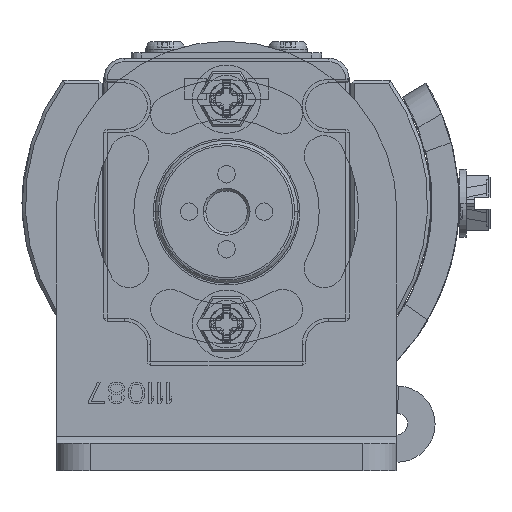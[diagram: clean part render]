
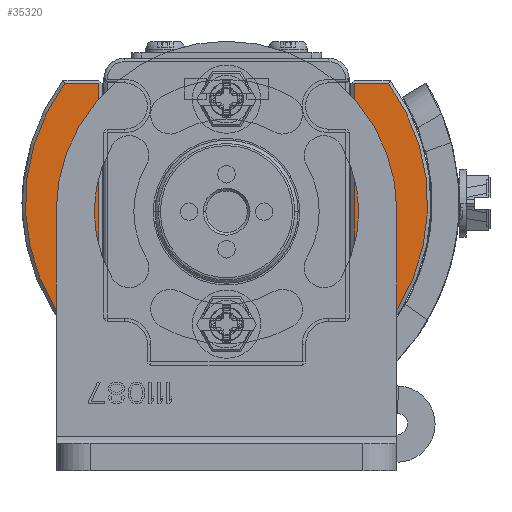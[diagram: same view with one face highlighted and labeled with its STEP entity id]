
A CAD part, front view. The second image highlights one B-rep face of the part: STEP entity #35320.
In plain terms, the highlighted face is planar.
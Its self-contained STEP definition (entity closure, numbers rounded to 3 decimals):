
#34305=DIRECTION('',(1.,0.,0.));
#34306=VECTOR('',#34305,37.);
#34307=CARTESIAN_POINT('',(-19.5,-18.75,-10.));
#34308=LINE('',#34307,#34306);
#34325=DIRECTION('',(0.,-1.,0.));
#34326=VECTOR('',#34325,4.999);
#34327=CARTESIAN_POINT('',(17.5,-18.75,-10.));
#34328=LINE('',#34327,#34326);
#34343=CARTESIAN_POINT('',(0.,0.,-10.));
#34344=DIRECTION('',(0.,0.,-1.));
#34345=DIRECTION('',(0.593,-0.805,0.));
#34346=AXIS2_PLACEMENT_3D('',#34343,#34344,#34345);
#34966=CARTESIAN_POINT('',(-19.5,15.25,-10.));
#34967=DIRECTION('',(0.,0.,1.));
#34968=DIRECTION('',(0.,1.,0.));
#34969=AXIS2_PLACEMENT_3D('',#34966,#34967,#34968);
#34971=DIRECTION('',(-1.,0.,0.));
#34972=VECTOR('',#34971,37.);
#34973=CARTESIAN_POINT('',(17.5,18.75,-10.));
#34974=LINE('',#34973,#34972);
#34987=DIRECTION('',(0.,-1.,0.));
#34988=VECTOR('',#34987,4.999);
#34989=CARTESIAN_POINT('',(17.5,23.749,-10.));
#34990=LINE('',#34989,#34988);
#35004=DIRECTION('',(0.,-1.,0.));
#35005=VECTOR('',#35004,30.5);
#35006=CARTESIAN_POINT('',(-23.,15.25,-10.));
#35007=LINE('',#35006,#35005);
#35025=CARTESIAN_POINT('',(-19.5,-15.25,-10.));
#35026=DIRECTION('',(0.,0.,1.));
#35027=DIRECTION('',(-1.,0.,0.));
#35028=AXIS2_PLACEMENT_3D('',#35025,#35026,#35027);
#35125=CARTESIAN_POINT('',(17.5,-23.749,-10.));
#35126=CARTESIAN_POINT('',(17.5,23.749,-10.));
#35127=VERTEX_POINT('',#35125);
#35128=VERTEX_POINT('',#35126);
#35129=CARTESIAN_POINT('',(17.5,18.75,-10.));
#35130=VERTEX_POINT('',#35129);
#35133=CARTESIAN_POINT('',(17.5,-18.75,-10.));
#35134=VERTEX_POINT('',#35133);
#35281=CARTESIAN_POINT('',(-19.5,18.75,-10.));
#35282=VERTEX_POINT('',#35281);
#35287=CARTESIAN_POINT('',(-23.,15.25,-10.));
#35288=VERTEX_POINT('',#35287);
#35289=CARTESIAN_POINT('',(-23.,-15.25,-10.));
#35290=VERTEX_POINT('',#35289);
#35295=CARTESIAN_POINT('',(-19.5,-18.75,-10.));
#35296=VERTEX_POINT('',#35295);
#35297=CARTESIAN_POINT('',(0.,0.,-10.));
#35298=DIRECTION('',(0.,0.,1.));
#35299=DIRECTION('',(1.,0.,0.));
#35300=AXIS2_PLACEMENT_3D('',#35297,#35298,#35299);
#35301=PLANE('',#35300);
#35303=ORIENTED_EDGE('',*,*,#35302,.F.);
#35305=ORIENTED_EDGE('',*,*,#35304,.F.);
#35307=ORIENTED_EDGE('',*,*,#35306,.F.);
#35309=ORIENTED_EDGE('',*,*,#35308,.F.);
#35311=ORIENTED_EDGE('',*,*,#35310,.F.);
#35313=ORIENTED_EDGE('',*,*,#35312,.F.);
#35315=ORIENTED_EDGE('',*,*,#35314,.F.);
#35317=ORIENTED_EDGE('',*,*,#35316,.F.);
#35318=EDGE_LOOP('',(#35303,#35305,#35307,#35309,#35311,#35313,#35315,#35317));
#35319=FACE_OUTER_BOUND('',#35318,.F.);
#35320=ADVANCED_FACE('',(#35319),#35301,.F.);
#34347=CIRCLE('',#34346,29.5);
#34970=CIRCLE('',#34969,3.5);
#35029=CIRCLE('',#35028,3.5);
#35302=EDGE_CURVE('',#35296,#35134,#34308,.T.);
#35304=EDGE_CURVE('',#35290,#35296,#35029,.T.);
#35306=EDGE_CURVE('',#35288,#35290,#35007,.T.);
#35308=EDGE_CURVE('',#35282,#35288,#34970,.T.);
#35310=EDGE_CURVE('',#35130,#35282,#34974,.T.);
#35312=EDGE_CURVE('',#35128,#35130,#34990,.T.);
#35314=EDGE_CURVE('',#35127,#35128,#34347,.T.);
#35316=EDGE_CURVE('',#35134,#35127,#34328,.T.);
